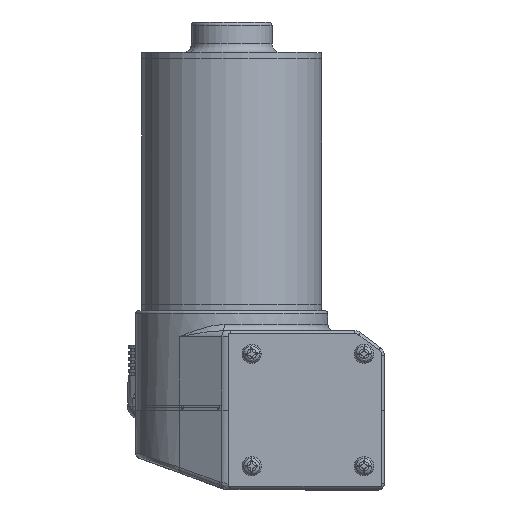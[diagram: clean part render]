
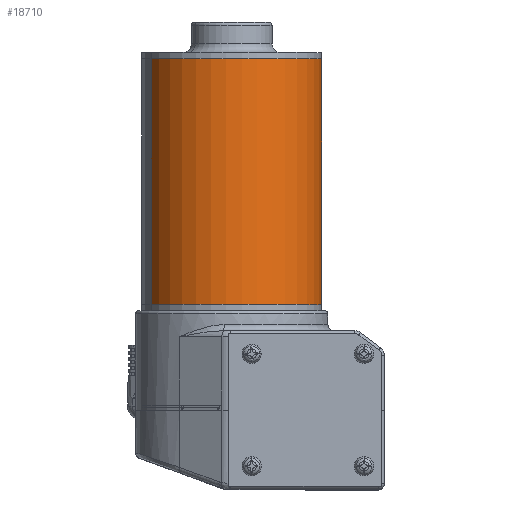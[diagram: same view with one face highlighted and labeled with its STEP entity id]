
A CAD part, top view. The second image highlights one B-rep face of the part: STEP entity #18710.
In plain terms, the highlighted cylindrical face has radius 29.5 mm (diameter 59 mm), a partial arc.
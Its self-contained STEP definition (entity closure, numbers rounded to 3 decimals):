
#64 = AXIS2_PLACEMENT_3D ( 'NONE', #12875, #29148, #15218 ) ;
#3467 = DIRECTION ( 'NONE',  ( 0., 0., -1. ) ) ;
#4587 = CARTESIAN_POINT ( 'NONE',  ( 0., 0., 80.5 ) ) ;
#5584 = EDGE_CURVE ( 'NONE', #14976, #24581, #13903, .T. ) ;
#6936 = DIRECTION ( 'NONE',  ( 1., 0., 0. ) ) ;
#7327 = EDGE_LOOP ( 'NONE', ( #18453, #24845, #20259, #23323 ) ) ;
#7377 = CARTESIAN_POINT ( 'NONE',  ( -29.5, 0., 0. ) ) ;
#7500 = VERTEX_POINT ( 'NONE', #14299 ) ;
#8081 = VERTEX_POINT ( 'NONE', #14367 ) ;
#8667 = FACE_OUTER_BOUND ( 'NONE', #7327, .T. ) ;
#10034 = EDGE_CURVE ( 'NONE', #8081, #7500, #27311, .T. ) ;
#11170 = VECTOR ( 'NONE', #3467, 1000. ) ;
#11798 = DIRECTION ( 'NONE',  ( 0., 0., -1. ) ) ;
#11910 = LINE ( 'NONE', #17389, #11170 ) ;
#12875 = CARTESIAN_POINT ( 'NONE',  ( 0., 0., 0. ) ) ;
#12961 = EDGE_CURVE ( 'NONE', #8081, #14976, #11910, .T. ) ;
#13140 = CARTESIAN_POINT ( 'NONE',  ( 29.5, 0., 0. ) ) ;
#13276 = DIRECTION ( 'NONE',  ( 0., 0., -1. ) ) ;
#13903 = CIRCLE ( 'NONE', #64, 29.5 ) ;
#14133 = CYLINDRICAL_SURFACE ( 'NONE', #20689, 29.5 ) ;
#14150 = DIRECTION ( 'NONE',  ( -1., 0., 0. ) ) ;
#14299 = CARTESIAN_POINT ( 'NONE',  ( -29.5, 0., 80.5 ) ) ;
#14367 = CARTESIAN_POINT ( 'NONE',  ( 29.5, 0., 80.5 ) ) ;
#14389 = EDGE_CURVE ( 'NONE', #7500, #24581, #14825, .T. ) ;
#14825 = LINE ( 'NONE', #29538, #20267 ) ;
#14976 = VERTEX_POINT ( 'NONE', #13140 ) ;
#15218 = DIRECTION ( 'NONE',  ( 1., 0., 0. ) ) ;
#17389 = CARTESIAN_POINT ( 'NONE',  ( 29.5, 0., 80.5 ) ) ;
#18453 = ORIENTED_EDGE ( 'NONE', *, *, #10034, .F. ) ;
#18710 = ADVANCED_FACE ( 'NONE', ( #8667 ), #14133, .T. ) ;
#18808 = CARTESIAN_POINT ( 'NONE',  ( 0., 0., 80.5 ) ) ;
#20259 = ORIENTED_EDGE ( 'NONE', *, *, #5584, .T. ) ;
#20267 = VECTOR ( 'NONE', #13276, 1000. ) ;
#20689 = AXIS2_PLACEMENT_3D ( 'NONE', #18808, #11798, #14150 ) ;
#20893 = DIRECTION ( 'NONE',  ( 0., 0., 1. ) ) ;
#20970 = AXIS2_PLACEMENT_3D ( 'NONE', #4587, #20893, #6936 ) ;
#23323 = ORIENTED_EDGE ( 'NONE', *, *, #14389, .F. ) ;
#24581 = VERTEX_POINT ( 'NONE', #7377 ) ;
#24845 = ORIENTED_EDGE ( 'NONE', *, *, #12961, .T. ) ;
#27311 = CIRCLE ( 'NONE', #20970, 29.5 ) ;
#29148 = DIRECTION ( 'NONE',  ( 0., 0., 1. ) ) ;
#29538 = CARTESIAN_POINT ( 'NONE',  ( -29.5, 0., 80.5 ) ) ;
